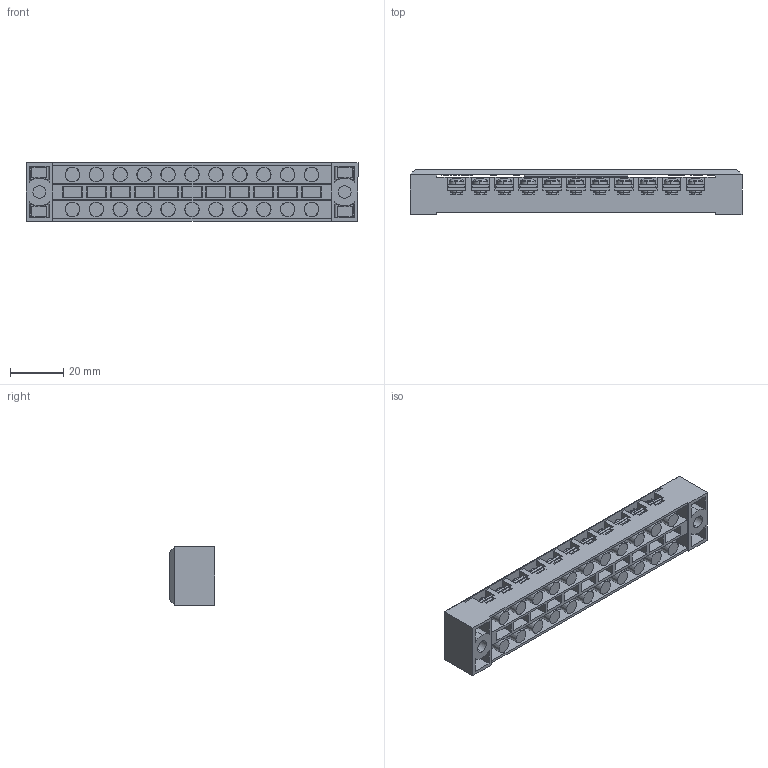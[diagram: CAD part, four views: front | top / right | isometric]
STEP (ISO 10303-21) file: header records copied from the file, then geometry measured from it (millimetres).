
FILE_DESCRIPTION (( 'STEP AP214' ), '1' );
FILE_NAME ('Terminal Block, 12 Positions, Dual Rows Covered, 600V 15A , Configurable.STEP', '2021-02-13T21:43:02', ( '' ), ( '' ), 'SwSTEP 2.0', 'SolidWorks 2018', '' );
FILE_SCHEMA (( 'AUTOMOTIVE_DESIGN' ));
Length unit declared in the file: millimetre
Products named in the file (6): pan cross head_am_B18.6.7M - M3 x 0.5 x 6 Type I Cross Recessed PHMS --6N; Cover, Terminal Block, 12 Positions, Dual Rows Covered, 600V 15A , Configurable; Block, Terminal Block, 12 Positions, Dual Rows Covered, 600V 15A , Configurable; Terminal Block, 12 Positions, Dual Rows Covered, 600V 15A , Configurable; Conducting Strip, Terminal Block, 12 Positions, Dual Rows Covered, 600V 15A , Configurable; Terminal Plate, Terminal Block, 12 Positions, Dual Rows Covered, 600V 15A , Configurable
Assembly tree (57 placements, depth 2):
  Terminal Block, 12 Positions, Dual Rows Covered, 600V 15A , Configurable
    Block, Terminal Block, 12 Positions, Dual Rows Covered, 600V 15A , Configurable
    Conducting Strip, Terminal Block, 12 Positions, Dual Rows Covered, 600V 15A , Configurable  x11
    Cover, Terminal Block, 12 Positions, Dual Rows Covered, 600V 15A , Configurable
    Terminal Plate, Terminal Block, 12 Positions, Dual Rows Covered, 600V 15A , Configurable  x22
    pan cross head_am_B18.6.7M - M3 x 0.5 x 6 Type I Cross Recessed PHMS --6N  x22
Bounding box: 125 x 17 x 22 mm (x, y, z)
Volume: 25240.3 mm3; surface area: 37317.4 mm2
Topology: 57 solids, 57 shells, 1822 faces, 4508 edges, 2872 vertices
Faces by surface type: plane 1088, cylinder 356, bspline 132, cone 108, sphere 70, torus 68
Entity records: 35834 total; most frequent: CARTESIAN_POINT 12705, ORIENTED_EDGE 4888, DIRECTION 4326, EDGE_CURVE 2444, VECTOR 1728, LINE 1728, VERTEX_POINT 1582, AXIS2_PLACEMENT_3D 1299
